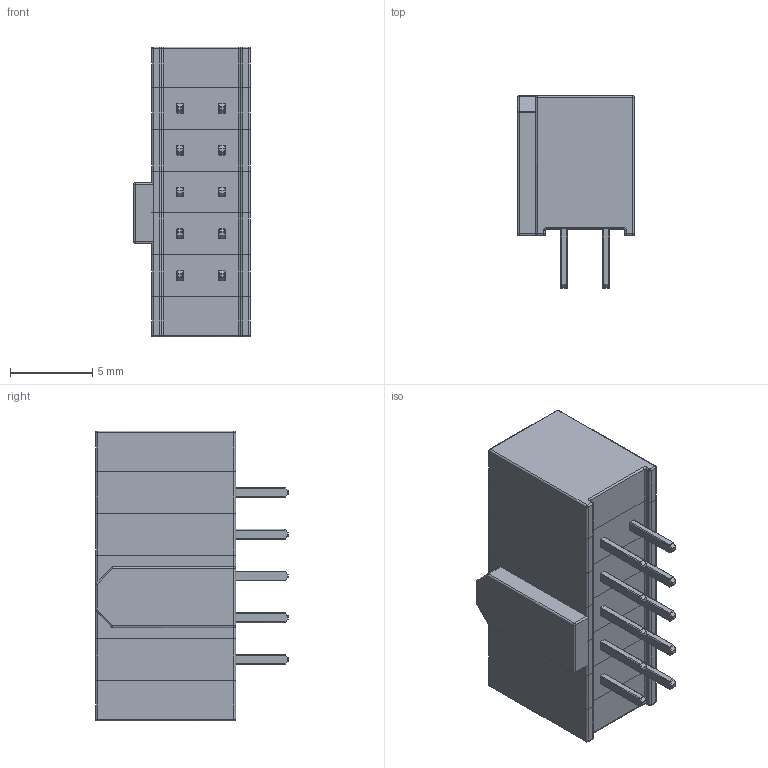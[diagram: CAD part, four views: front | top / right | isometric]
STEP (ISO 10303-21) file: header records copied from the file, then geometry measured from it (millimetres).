
FILE_DESCRIPTION (( 'STEP AP214' ), '1' );
FILE_NAME ('SFH11-xxPC-D05-ST-BK.STEP', '2022-02-03T01:48:22', ( '' ), ( '' ), 'SwSTEP 2.0', 'SolidWorks 2020', '' );
FILE_SCHEMA (( 'AUTOMOTIVE_DESIGN' ));
Length unit declared in the file: inch
Products named in the file (5): end.IGS; Polarizing Key.IGS; SFH11-xxPC-D05-ST-BK; SFH11-xxPC-D05-ST-BK.IGS; body section with ST gold pins.IGS
Assembly tree (13 placements, depth 3):
  SFH11-xxPC-D05-ST-BK
    SFH11-xxPC-D05-ST-BK.IGS
      body section with ST gold pins.IGS  x9
      end.IGS  x2
      Polarizing Key.IGS
Bounding box: 7.1 x 11.7 x 17.62 mm (x, y, z)
Volume: 1339.1 mm3; surface area: 2457.8 mm2
Topology: 30 solids, 30 shells, 1570 faces, 3496 edges, 1842 vertices
Faces by surface type: bspline 1570
Entity records: 7054 total; most frequent: CARTESIAN_POINT 3985, ORIENTED_EDGE 952, EDGE_CURVE 476, B_SPLINE_CURVE_WITH_KNOTS 336, VERTEX_POINT 264, EDGE_LOOP 226, FACE_OUTER_BOUND 224, ADVANCED_FACE 224
